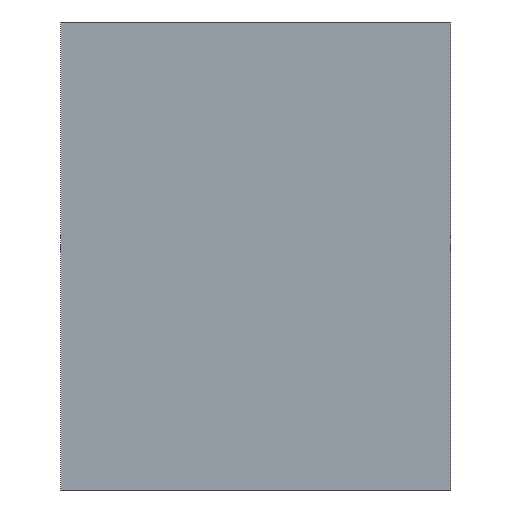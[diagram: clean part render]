
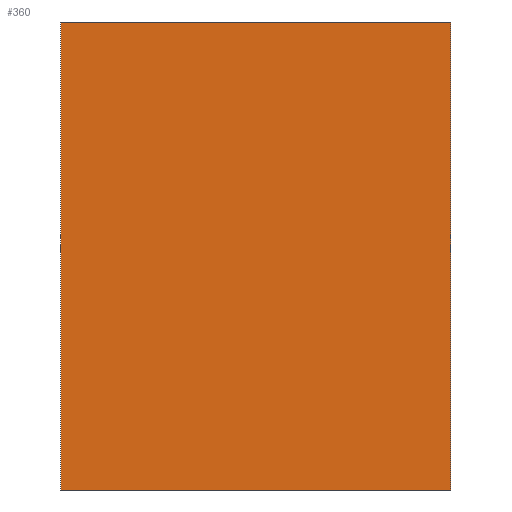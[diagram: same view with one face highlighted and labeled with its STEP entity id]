
A CAD part, left-side view. The second image highlights one B-rep face of the part: STEP entity #360.
In plain terms, the highlighted planar face has unit normal (-1, 0, 0).
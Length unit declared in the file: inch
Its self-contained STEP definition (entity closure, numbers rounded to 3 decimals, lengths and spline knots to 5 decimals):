
#28 = LINE ( 'NONE', #357, #289 ) ;
#45 = DIRECTION ( 'NONE',  ( 0., -1., 0. ) ) ;
#55 = CARTESIAN_POINT ( 'NONE',  ( -0.01969, -0.00984, 0.003 ) ) ;
#78 = VERTEX_POINT ( 'NONE', #55 ) ;
#88 = AXIS2_PLACEMENT_3D ( 'NONE', #150, #231, #307 ) ;
#102 = EDGE_CURVE ( 'NONE', #208, #78, #136, .T. ) ;
#111 = CARTESIAN_POINT ( 'NONE',  ( -0.01969, -0.00984, 0.02662 ) ) ;
#132 = VERTEX_POINT ( 'NONE', #379 ) ;
#136 = LINE ( 'NONE', #177, #314 ) ;
#150 = CARTESIAN_POINT ( 'NONE',  ( -0.01969, 0.00984, 0.003 ) ) ;
#152 = FACE_OUTER_BOUND ( 'NONE', #172, .T. ) ;
#157 = LINE ( 'NONE', #196, #359 ) ;
#164 = ORIENTED_EDGE ( 'NONE', *, *, #517, .T. ) ;
#172 = EDGE_LOOP ( 'NONE', ( #238, #164, #411, #371 ) ) ;
#177 = CARTESIAN_POINT ( 'NONE',  ( -0.01969, 0.00984, 0.003 ) ) ;
#196 = CARTESIAN_POINT ( 'NONE',  ( -0.01969, 0.00984, 0.003 ) ) ;
#204 = LINE ( 'NONE', #274, #467 ) ;
#208 = VERTEX_POINT ( 'NONE', #327 ) ;
#231 = DIRECTION ( 'NONE',  ( -1., 0., 0. ) ) ;
#238 = ORIENTED_EDGE ( 'NONE', *, *, #102, .T. ) ;
#257 = VERTEX_POINT ( 'NONE', #111 ) ;
#274 = CARTESIAN_POINT ( 'NONE',  ( -0.01969, -0.00984, 0.003 ) ) ;
#289 = VECTOR ( 'NONE', #475, 39.37008 ) ;
#304 = PLANE ( 'NONE',  #88 ) ;
#307 = DIRECTION ( 'NONE',  ( 0., 0., 1. ) ) ;
#314 = VECTOR ( 'NONE', #45, 39.37008 ) ;
#327 = CARTESIAN_POINT ( 'NONE',  ( -0.01969, 0.00984, 0.003 ) ) ;
#357 = CARTESIAN_POINT ( 'NONE',  ( -0.01969, 0.00984, 0.02662 ) ) ;
#359 = VECTOR ( 'NONE', #401, 39.37008 ) ;
#360 = ADVANCED_FACE ( 'NONE', ( #152 ), #304, .T. ) ;
#371 = ORIENTED_EDGE ( 'NONE', *, *, #419, .F. ) ;
#379 = CARTESIAN_POINT ( 'NONE',  ( -0.01969, 0.00984, 0.02662 ) ) ;
#401 = DIRECTION ( 'NONE',  ( 0., 0., 1. ) ) ;
#404 = EDGE_CURVE ( 'NONE', #132, #257, #28, .T. ) ;
#411 = ORIENTED_EDGE ( 'NONE', *, *, #404, .F. ) ;
#419 = EDGE_CURVE ( 'NONE', #208, #132, #157, .T. ) ;
#431 = DIRECTION ( 'NONE',  ( 0., 0., 1. ) ) ;
#467 = VECTOR ( 'NONE', #431, 39.37008 ) ;
#475 = DIRECTION ( 'NONE',  ( 0., -1., 0. ) ) ;
#517 = EDGE_CURVE ( 'NONE', #78, #257, #204, .T. ) ;
